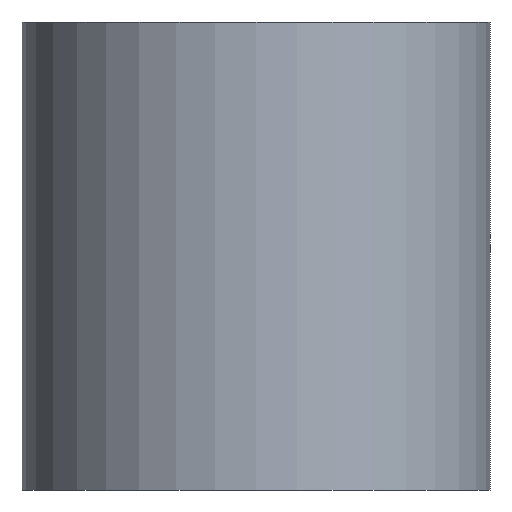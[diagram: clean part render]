
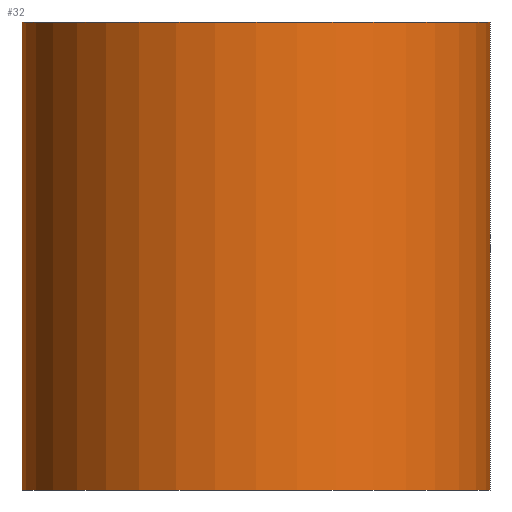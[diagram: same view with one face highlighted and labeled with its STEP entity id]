
A CAD part, front view. The second image highlights one B-rep face of the part: STEP entity #32.
In plain terms, the highlighted cylindrical face has radius 20 mm (diameter 40 mm), a partial arc.
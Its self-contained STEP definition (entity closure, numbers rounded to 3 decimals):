
#1 = CARTESIAN_POINT ( 'NONE',  ( 0., 0., 40. ) ) ;
#6 = EDGE_CURVE ( 'NONE', #34, #122, #106, .T. ) ;
#9 = DIRECTION ( 'NONE',  ( 1., 0., 0. ) ) ;
#13 = ORIENTED_EDGE ( 'NONE', *, *, #95, .F. ) ;
#19 = AXIS2_PLACEMENT_3D ( 'NONE', #1, #43, #63 ) ;
#27 = LINE ( 'NONE', #89, #38 ) ;
#32 = ADVANCED_FACE ( 'NONE', ( #86 ), #135, .T. ) ;
#33 = VERTEX_POINT ( 'NONE', #110 ) ;
#34 = VERTEX_POINT ( 'NONE', #127 ) ;
#35 = EDGE_CURVE ( 'NONE', #36, #33, #70, .T. ) ;
#36 = VERTEX_POINT ( 'NONE', #126 ) ;
#38 = VECTOR ( 'NONE', #47, 1000. ) ;
#40 = DIRECTION ( 'NONE',  ( 0., 0., -1. ) ) ;
#43 = DIRECTION ( 'NONE',  ( 0., 0., -1. ) ) ;
#44 = EDGE_LOOP ( 'NONE', ( #13, #84, #105, #58 ) ) ;
#46 = DIRECTION ( 'NONE',  ( 0., 0., 1. ) ) ;
#47 = DIRECTION ( 'NONE',  ( 0., 0., -1. ) ) ;
#57 = CARTESIAN_POINT ( 'NONE',  ( 0., 0., 0. ) ) ;
#58 = ORIENTED_EDGE ( 'NONE', *, *, #6, .T. ) ;
#63 = DIRECTION ( 'NONE',  ( -1., 0., 0. ) ) ;
#66 = EDGE_CURVE ( 'NONE', #36, #34, #138, .T. ) ;
#67 = AXIS2_PLACEMENT_3D ( 'NONE', #96, #75, #9 ) ;
#70 = CIRCLE ( 'NONE', #67, 20. ) ;
#75 = DIRECTION ( 'NONE',  ( 0., 0., 1. ) ) ;
#84 = ORIENTED_EDGE ( 'NONE', *, *, #35, .F. ) ;
#86 = FACE_OUTER_BOUND ( 'NONE', #44, .T. ) ;
#89 = CARTESIAN_POINT ( 'NONE',  ( 20., 0., 40. ) ) ;
#91 = CARTESIAN_POINT ( 'NONE',  ( 20., 0., 0. ) ) ;
#95 = EDGE_CURVE ( 'NONE', #33, #122, #27, .T. ) ;
#96 = CARTESIAN_POINT ( 'NONE',  ( 0., 0., 40. ) ) ;
#104 = DIRECTION ( 'NONE',  ( 1., 0., 0. ) ) ;
#105 = ORIENTED_EDGE ( 'NONE', *, *, #66, .T. ) ;
#106 = CIRCLE ( 'NONE', #140, 20. ) ;
#109 = CARTESIAN_POINT ( 'NONE',  ( -20., 0., 40. ) ) ;
#110 = CARTESIAN_POINT ( 'NONE',  ( 20., 0., 40. ) ) ;
#122 = VERTEX_POINT ( 'NONE', #91 ) ;
#123 = VECTOR ( 'NONE', #40, 1000. ) ;
#126 = CARTESIAN_POINT ( 'NONE',  ( -20., 0., 40. ) ) ;
#127 = CARTESIAN_POINT ( 'NONE',  ( -20., 0., 0. ) ) ;
#135 = CYLINDRICAL_SURFACE ( 'NONE', #19, 20. ) ;
#138 = LINE ( 'NONE', #109, #123 ) ;
#140 = AXIS2_PLACEMENT_3D ( 'NONE', #57, #46, #104 ) ;
